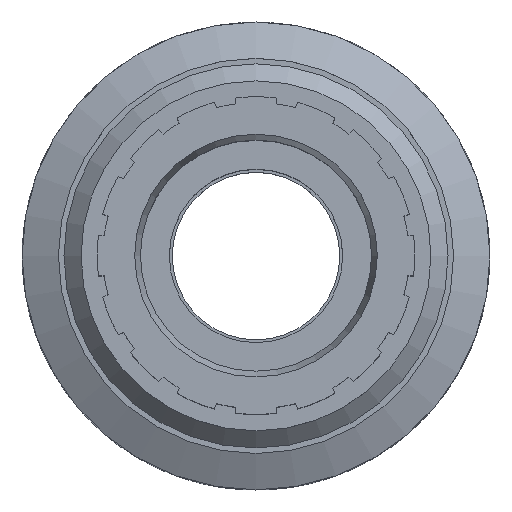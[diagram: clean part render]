
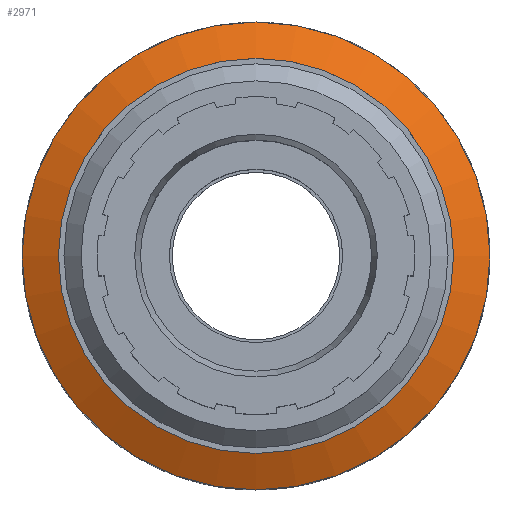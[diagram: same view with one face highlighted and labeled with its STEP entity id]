
A CAD part, top view. The second image highlights one B-rep face of the part: STEP entity #2971.
In plain terms, the highlighted conical face has half-angle 65 degrees and reference radius 18.675 mm.
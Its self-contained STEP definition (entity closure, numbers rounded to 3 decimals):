
#44=FACE_BOUND($,#559,.T.);
#86=CONICAL_SURFACE($,#3217,18.675,65.);
#157=CIRCLE($,#3216,20.25);
#158=CIRCLE($,#3218,17.1);
#391=FACE_OUTER_BOUND($,#558,.T.);
#558=EDGE_LOOP($,(#2322));
#559=EDGE_LOOP($,(#2323));
#1326=VERTEX_POINT($,#4810);
#1327=VERTEX_POINT($,#4813);
#1691=EDGE_CURVE($,#1326,#1326,#157,.T.);
#1692=EDGE_CURVE($,#1327,#1327,#158,.T.);
#2322=ORIENTED_EDGE($,*,*,#1692,.F.);
#2323=ORIENTED_EDGE($,*,*,#1691,.T.);
#2971=ADVANCED_FACE($,(#391,#44),#86,.T.);
#3216=AXIS2_PLACEMENT_3D($,#4811,#3792,#3793);
#3217=AXIS2_PLACEMENT_3D($,#4812,#3794,#3795);
#3218=AXIS2_PLACEMENT_3D($,#4814,#3796,#3797);
#3792=DIRECTION('center_axis',(0.,0.,1.));
#3793=DIRECTION('ref_axis',(0.,-1.,0.));
#3794=DIRECTION('center_axis',(0.,0.,-1.));
#3795=DIRECTION('ref_axis',(0.,-1.,0.));
#3796=DIRECTION('center_axis',(0.,0.,1.));
#3797=DIRECTION('ref_axis',(0.,-1.,0.));
#4810=CARTESIAN_POINT('',(0.,-20.25,19.531));
#4811=CARTESIAN_POINT('Origin',(0.,0.,19.531));
#4812=CARTESIAN_POINT('Origin',(0.,0.,20.266));
#4813=CARTESIAN_POINT('',(0.,-17.1,21.));
#4814=CARTESIAN_POINT('Origin',(0.,0.,21.));
